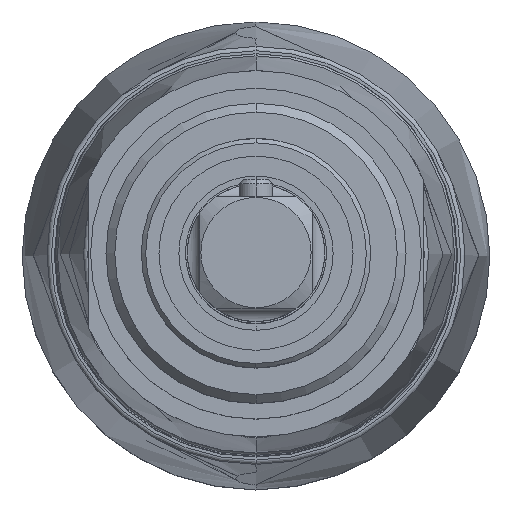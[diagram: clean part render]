
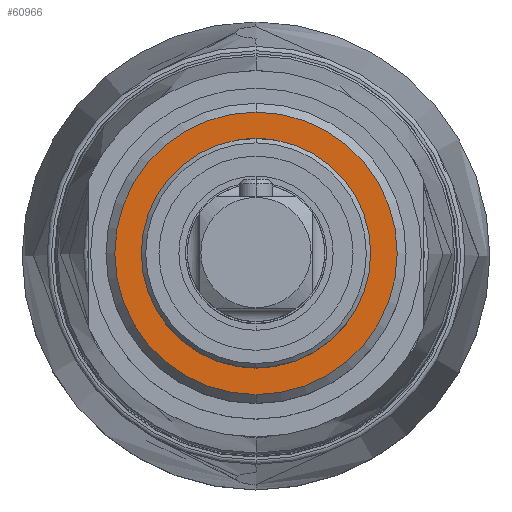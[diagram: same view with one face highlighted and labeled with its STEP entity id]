
A CAD part, top view. The second image highlights one B-rep face of the part: STEP entity #60966.
In plain terms, the highlighted planar face has unit normal (0, 0, 1).
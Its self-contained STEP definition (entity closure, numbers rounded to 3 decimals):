
#59179=CARTESIAN_POINT('',(0.,0.,86.4));
#59180=DIRECTION('',(0.,0.,-1.));
#59181=DIRECTION('',(0.,-1.,0.));
#59182=AXIS2_PLACEMENT_3D('',#59179,#59180,#59181);
#59192=CARTESIAN_POINT('',(0.,0.,86.4));
#59193=DIRECTION('',(0.,0.,1.));
#59194=DIRECTION('',(0.,1.,0.));
#59195=AXIS2_PLACEMENT_3D('',#59192,#59193,#59194);
#59202=CARTESIAN_POINT('',(0.,0.,86.4));
#59203=DIRECTION('',(0.,0.,-1.));
#59204=DIRECTION('',(0.,1.,0.));
#59205=AXIS2_PLACEMENT_3D('',#59202,#59203,#59204);
#59554=CARTESIAN_POINT('',(0.,0.,86.4));
#59555=DIRECTION('',(0.,0.,-1.));
#59556=DIRECTION('',(0.,1.,0.));
#59557=AXIS2_PLACEMENT_3D('',#59554,#59555,#59556);
#60528=CARTESIAN_POINT('',(0.,16.,86.4));
#60529=CARTESIAN_POINT('',(0.,-16.,86.4));
#60530=VERTEX_POINT('',#60528);
#60531=VERTEX_POINT('',#60529);
#60696=CARTESIAN_POINT('',(0.,11.,86.4));
#60697=CARTESIAN_POINT('',(0.,-11.,86.4));
#60698=VERTEX_POINT('',#60696);
#60699=VERTEX_POINT('',#60697);
#60950=CARTESIAN_POINT('',(0.,0.,86.4));
#60951=DIRECTION('',(0.,0.,-1.));
#60952=DIRECTION('',(0.,-1.,0.));
#60953=AXIS2_PLACEMENT_3D('',#60950,#60951,#60952);
#60954=PLANE('',#60953);
#60956=ORIENTED_EDGE('',*,*,#60955,.F.);
#60958=ORIENTED_EDGE('',*,*,#60957,.T.);
#60959=EDGE_LOOP('',(#60956,#60958));
#60960=FACE_OUTER_BOUND('',#60959,.F.);
#60962=ORIENTED_EDGE('',*,*,#60961,.F.);
#60963=ORIENTED_EDGE('',*,*,#60940,.F.);
#60964=EDGE_LOOP('',(#60962,#60963));
#60965=FACE_BOUND('',#60964,.F.);
#60966=ADVANCED_FACE('',(#60960,#60965),#60954,.F.);
#59183=CIRCLE('',#59182,11.);
#59196=CIRCLE('',#59195,16.);
#59206=CIRCLE('',#59205,16.);
#59558=CIRCLE('',#59557,11.);
#60940=EDGE_CURVE('',#60699,#60698,#59183,.T.);
#60955=EDGE_CURVE('',#60530,#60531,#59196,.T.);
#60957=EDGE_CURVE('',#60530,#60531,#59206,.T.);
#60961=EDGE_CURVE('',#60698,#60699,#59558,.T.);
